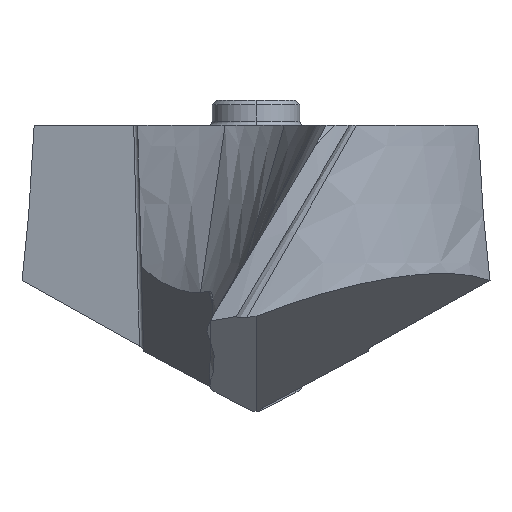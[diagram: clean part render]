
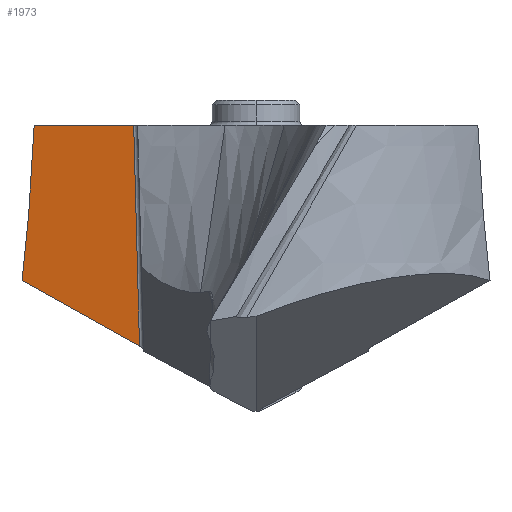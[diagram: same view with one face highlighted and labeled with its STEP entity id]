
A CAD part, left-side view. The second image highlights one B-rep face of the part: STEP entity #1973.
In plain terms, the highlighted planar face has unit normal (-0.925, 0.337, 0.174).
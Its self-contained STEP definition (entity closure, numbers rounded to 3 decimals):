
#207=DIRECTION('',(0.342,0.94,0.));
#208=VECTOR('',#207,3.602);
#209=CARTESIAN_POINT('',(3.376,4.159,0.));
#210=LINE('',#209,#208);
#461=DIRECTION('',(-0.379,-0.808,-0.451));
#462=VECTOR('',#461,4.943);
#463=CARTESIAN_POINT('',(3.769,7.957,-5.274));
#464=LINE('',#463,#462);
#469=CARTESIAN_POINT('',(4.608,7.544,0.));
#470=CARTESIAN_POINT('',(4.539,7.565,-0.41));
#471=CARTESIAN_POINT('',(4.409,7.606,-1.182));
#472=CARTESIAN_POINT('',(4.242,7.668,-2.192));
#473=CARTESIAN_POINT('',(4.102,7.733,-3.066));
#474=CARTESIAN_POINT('',(3.979,7.802,-3.854));
#475=CARTESIAN_POINT('',(3.868,7.875,-4.584));
#476=CARTESIAN_POINT('',(3.801,7.929,-5.049));
#477=CARTESIAN_POINT('',(3.769,7.957,-5.274));
#479=CARTESIAN_POINT('',(3.769,7.957,-5.274));
#505=CARTESIAN_POINT('',(3.376,4.159,0.));
#521=DIRECTION('',(0.193,0.026,0.981));
#522=VECTOR('',#521,7.65);
#523=CARTESIAN_POINT('',(1.897,3.962,-7.503));
#524=LINE('',#523,#522);
#1079=VERTEX_POINT('',#505);
#1080=CARTESIAN_POINT('',(4.608,7.544,0.));
#1081=VERTEX_POINT('',#1080);
#1119=VERTEX_POINT('',#479);
#1120=CARTESIAN_POINT('',(1.897,3.962,-7.503));
#1121=VERTEX_POINT('',#1120);
#1961=CARTESIAN_POINT('',(-0.422,3.527,
-19.015));
#1962=DIRECTION('',(0.925,-0.337,-0.174));
#1963=DIRECTION('',(0.326,0.941,-0.089));
#1964=AXIS2_PLACEMENT_3D('',#1961,#1962,#1963);
#1965=PLANE('',#1964);
#1966=ORIENTED_EDGE('',*,*,#1436,.F.);
#1968=ORIENTED_EDGE('',*,*,#1967,.F.);
#1969=ORIENTED_EDGE('',*,*,#1854,.F.);
#1970=ORIENTED_EDGE('',*,*,#1946,.F.);
#1971=EDGE_LOOP('',(#1966,#1968,#1969,#1970));
#1972=FACE_OUTER_BOUND('',#1971,.F.);
#478=B_SPLINE_CURVE_WITH_KNOTS('',3,(#469,#470,#471,#472,#473,#474,#475,#476,
#477),.UNSPECIFIED.,.F.,.F.,(4,1,1,1,1,1,4),(0.,0.167,
0.333,0.5,0.667,0.833,1.),
.UNSPECIFIED.);
#1436=EDGE_CURVE('',#1079,#1081,#210,.T.);
#1854=EDGE_CURVE('',#1119,#1121,#464,.T.);
#1946=EDGE_CURVE('',#1081,#1119,#478,.T.);
#1967=EDGE_CURVE('',#1121,#1079,#524,.T.);
#1973=ADVANCED_FACE('',(#1972),#1965,.F.);
